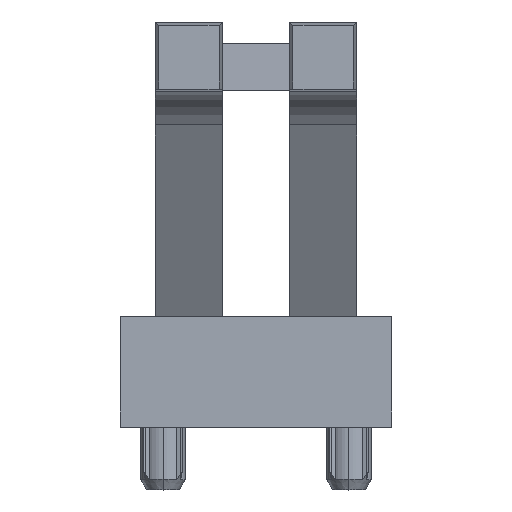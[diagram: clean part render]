
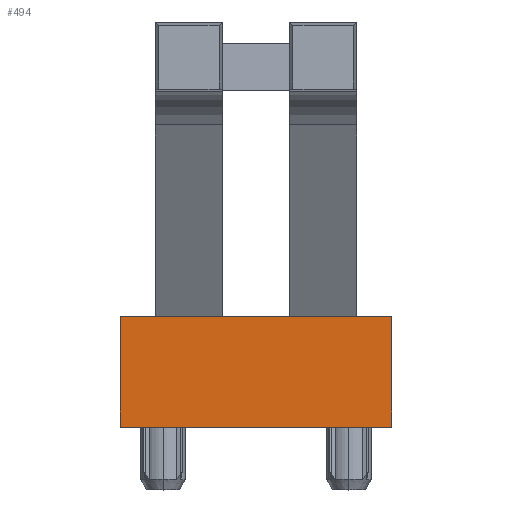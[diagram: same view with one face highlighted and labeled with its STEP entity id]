
A CAD part, top view. The second image highlights one B-rep face of the part: STEP entity #494.
In plain terms, the highlighted planar face has unit normal (0, 0, 1).
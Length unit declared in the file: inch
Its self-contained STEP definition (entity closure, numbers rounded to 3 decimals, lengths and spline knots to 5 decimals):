
#36 = CARTESIAN_POINT ( 'NONE',  ( 0.2025, -0.165, 0.207 ) ) ;
#70 = VERTEX_POINT ( 'NONE', #547 ) ;
#159 = EDGE_LOOP ( 'NONE', ( #351, #937, #2907, #865 ) ) ;
#198 = LINE ( 'NONE', #3315, #2813 ) ;
#266 = DIRECTION ( 'NONE',  ( 0., -1., 0. ) ) ;
#351 = ORIENTED_EDGE ( 'NONE', *, *, #638, .T. ) ;
#417 = CARTESIAN_POINT ( 'NONE',  ( 0.2025, 0., 0.207 ) ) ;
#444 = DIRECTION ( 'NONE',  ( -1., 0., 0. ) ) ;
#494 = ADVANCED_FACE ( 'NONE', ( #2664 ), #2536, .F. ) ;
#496 = CARTESIAN_POINT ( 'NONE',  ( 0.2025, -0.165, 0.207 ) ) ;
#505 = DIRECTION ( 'NONE',  ( -1., 0., 0. ) ) ;
#547 = CARTESIAN_POINT ( 'NONE',  ( -0.2025, -0.165, 0.207 ) ) ;
#638 = EDGE_CURVE ( 'NONE', #1737, #70, #2965, .T. ) ;
#865 = ORIENTED_EDGE ( 'NONE', *, *, #1360, .T. ) ;
#907 = VECTOR ( 'NONE', #2606, 39.37008 ) ;
#937 = ORIENTED_EDGE ( 'NONE', *, *, #1885, .F. ) ;
#1077 = VERTEX_POINT ( 'NONE', #417 ) ;
#1234 = AXIS2_PLACEMENT_3D ( 'NONE', #2503, #2967, #2975 ) ;
#1351 = LINE ( 'NONE', #496, #2650 ) ;
#1360 = EDGE_CURVE ( 'NONE', #1077, #1737, #1765, .T. ) ;
#1737 = VERTEX_POINT ( 'NONE', #2010 ) ;
#1765 = LINE ( 'NONE', #2456, #3091 ) ;
#1804 = EDGE_CURVE ( 'NONE', #1077, #3179, #198, .T. ) ;
#1885 = EDGE_CURVE ( 'NONE', #3179, #70, #1351, .T. ) ;
#1887 = CARTESIAN_POINT ( 'NONE',  ( -0.2025, -0.165, 0.207 ) ) ;
#2010 = CARTESIAN_POINT ( 'NONE',  ( -0.2025, 0., 0.207 ) ) ;
#2456 = CARTESIAN_POINT ( 'NONE',  ( 0.2025, 0., 0.207 ) ) ;
#2503 = CARTESIAN_POINT ( 'NONE',  ( 0.2025, -0.165, 0.207 ) ) ;
#2536 = PLANE ( 'NONE',  #1234 ) ;
#2606 = DIRECTION ( 'NONE',  ( 0., -1., 0. ) ) ;
#2650 = VECTOR ( 'NONE', #505, 39.37008 ) ;
#2664 = FACE_OUTER_BOUND ( 'NONE', #159, .T. ) ;
#2813 = VECTOR ( 'NONE', #266, 39.37008 ) ;
#2907 = ORIENTED_EDGE ( 'NONE', *, *, #1804, .F. ) ;
#2965 = LINE ( 'NONE', #1887, #907 ) ;
#2967 = DIRECTION ( 'NONE',  ( 0., 0., -1. ) ) ;
#2975 = DIRECTION ( 'NONE',  ( -1., 0., 0. ) ) ;
#3091 = VECTOR ( 'NONE', #444, 39.37008 ) ;
#3179 = VERTEX_POINT ( 'NONE', #36 ) ;
#3315 = CARTESIAN_POINT ( 'NONE',  ( 0.2025, -0.165, 0.207 ) ) ;
